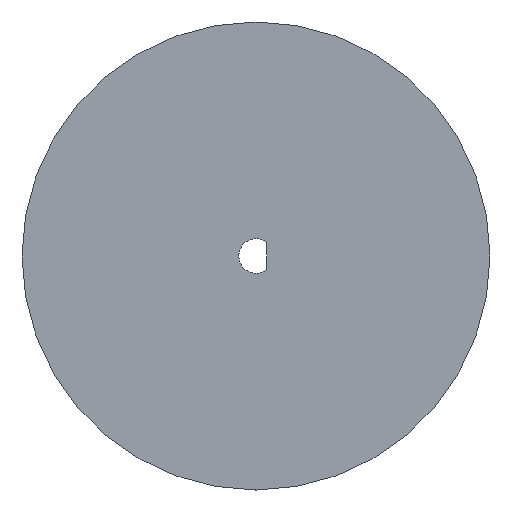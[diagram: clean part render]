
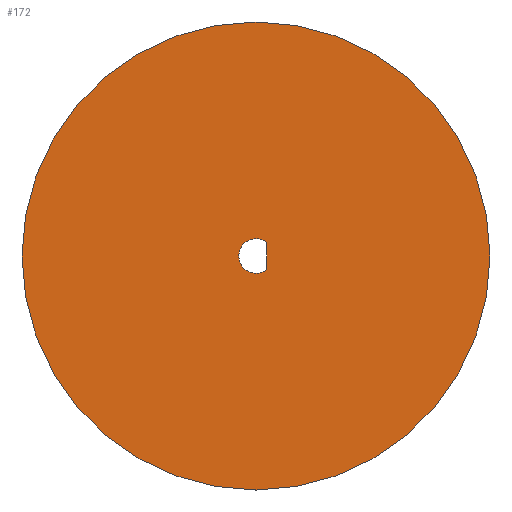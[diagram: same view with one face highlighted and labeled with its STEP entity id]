
A CAD part, front view. The second image highlights one B-rep face of the part: STEP entity #172.
In plain terms, the highlighted planar face has unit normal (0, -1, 0).
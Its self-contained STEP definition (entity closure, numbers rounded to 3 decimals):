
#103 = VERTEX_POINT('',#104);
#104 = CARTESIAN_POINT('',(0.951,-10.,1.158));
#110 = EDGE_CURVE('',#103,#111,#113,.T.);
#111 = VERTEX_POINT('',#112);
#112 = CARTESIAN_POINT('',(0.951,-10.,-1.158));
#113 = CIRCLE('',#114,1.499);
#114 = AXIS2_PLACEMENT_3D('',#115,#116,#117);
#115 = CARTESIAN_POINT('',(0.,-10.,0.));
#116 = DIRECTION('',(0.,-1.,0.));
#117 = DIRECTION('',(1.,0.,0.));
#135 = EDGE_CURVE('',#103,#111,#136,.T.);
#136 = LINE('',#137,#138);
#137 = CARTESIAN_POINT('',(0.951,-10.,1.158));
#138 = VECTOR('',#139,1.);
#139 = DIRECTION('',(0.,0.,-1.));
#172 = ADVANCED_FACE('',(#173,#184),#188,.F.);
#173 = FACE_BOUND('',#174,.T.);
#174 = EDGE_LOOP('',(#175));
#175 = ORIENTED_EDGE('',*,*,#176,.T.);
#176 = EDGE_CURVE('',#177,#177,#179,.T.);
#177 = VERTEX_POINT('',#178);
#178 = CARTESIAN_POINT('',(20.32,-10.,0.));
#179 = CIRCLE('',#180,20.32);
#180 = AXIS2_PLACEMENT_3D('',#181,#182,#183);
#181 = CARTESIAN_POINT('',(0.,-10.,0.));
#182 = DIRECTION('',(0.,-1.,0.));
#183 = DIRECTION('',(1.,0.,0.));
#184 = FACE_BOUND('',#185,.F.);
#185 = EDGE_LOOP('',(#186,#187));
#186 = ORIENTED_EDGE('',*,*,#110,.T.);
#187 = ORIENTED_EDGE('',*,*,#135,.F.);
#188 = PLANE('',#189);
#189 = AXIS2_PLACEMENT_3D('',#190,#191,#192);
#190 = CARTESIAN_POINT('',(-0.003,-10.,0.)
  );
#191 = DIRECTION('',(0.,1.,0.));
#192 = DIRECTION('',(0.,0.,1.));
